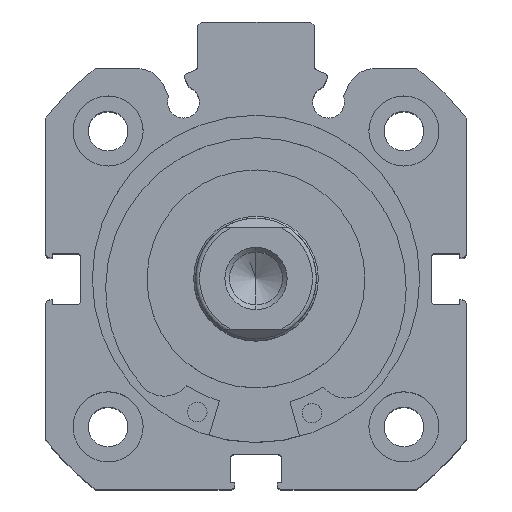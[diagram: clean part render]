
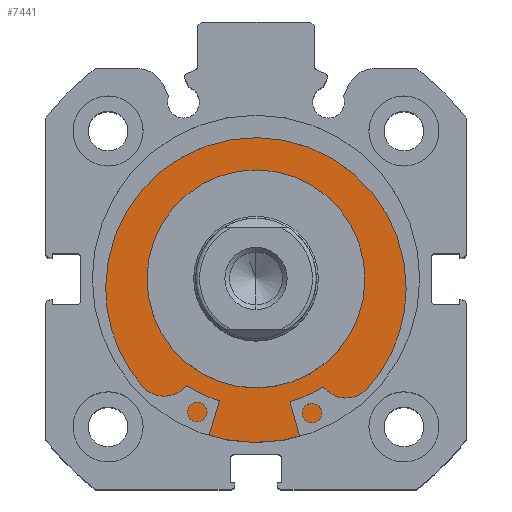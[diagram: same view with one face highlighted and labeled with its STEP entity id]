
A CAD part, top view. The second image highlights one B-rep face of the part: STEP entity #7441.
In plain terms, the highlighted face is planar.
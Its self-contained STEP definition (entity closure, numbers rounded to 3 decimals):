
#2130 = AXIS2_PLACEMENT_3D ( 'NONE', #2818, #2819, #2820 ) ;
#2131 = AXIS2_PLACEMENT_3D ( 'NONE', #2833, #2835, #2836 ) ;
#2138 = AXIS2_PLACEMENT_3D ( 'NONE', #2847, #2854, #2855 ) ;
#2139 = AXIS2_PLACEMENT_3D ( 'NONE', #2850, #2857, #2858 ) ;
#2272 = AXIS2_PLACEMENT_3D ( 'NONE', #3324, #3331, #3332 ) ;
#2818 = CARTESIAN_POINT ( 'NONE',  ( 3.5, 0., 0. ) ) ;
#2819 = DIRECTION ( 'NONE',  ( -1., 0., 0. ) ) ;
#2820 = DIRECTION ( 'NONE',  ( 0., 0., 1. ) ) ;
#2833 = CARTESIAN_POINT ( 'NONE',  ( 3.5, 0., 0. ) ) ;
#2835 = DIRECTION ( 'NONE',  ( -1., 0., 0. ) ) ;
#2836 = DIRECTION ( 'NONE',  ( 0., 0., 1. ) ) ;
#2847 = CARTESIAN_POINT ( 'NONE',  ( 3.5, 0., 0. ) ) ;
#2850 = CARTESIAN_POINT ( 'NONE',  ( 3.5, 0., 0. ) ) ;
#2854 = DIRECTION ( 'NONE',  ( -1., 0., 0. ) ) ;
#2855 = DIRECTION ( 'NONE',  ( 0., 0., 1. ) ) ;
#2857 = DIRECTION ( 'NONE',  ( -1., 0., 0. ) ) ;
#2858 = DIRECTION ( 'NONE',  ( 0., 0., 1. ) ) ;
#3324 = CARTESIAN_POINT ( 'NONE',  ( 3.5, 21., 0. ) ) ;
#3330 = PLANE ( 'NONE',  #2272 ) ;
#3331 = DIRECTION ( 'NONE',  ( 1., 0., 0. ) ) ;
#3332 = DIRECTION ( 'NONE',  ( 0., 0., -1. ) ) ;
#3739 = CIRCLE ( 'NONE', #2130, 21. ) ;
#3749 = CIRCLE ( 'NONE', #2131, 14. ) ;
#3757 = CIRCLE ( 'NONE', #2138, 14. ) ;
#3759 = CIRCLE ( 'NONE', #2139, 21. ) ;
#4028 = FACE_OUTER_BOUND ( 'NONE', #5593, .T. ) ;
#4030 = FACE_BOUND ( 'NONE', #5588, .T. ) ;
#4426 = CARTESIAN_POINT ( 'NONE',  ( 3.5, 0., 21. ) ) ;
#4429 = CARTESIAN_POINT ( 'NONE',  ( 3.5, 0., 14. ) ) ;
#4496 = VERTEX_POINT ( 'NONE', #4426 ) ;
#4542 = VERTEX_POINT ( 'NONE', #4429 ) ;
#4553 = VERTEX_POINT ( 'NONE', #5512 ) ;
#4558 = VERTEX_POINT ( 'NONE', #5478 ) ;
#5478 = CARTESIAN_POINT ( 'NONE',  ( 3.5, 0., -21. ) ) ;
#5512 = CARTESIAN_POINT ( 'NONE',  ( 3.5, 0., -14. ) ) ;
#5588 = EDGE_LOOP ( 'NONE', ( #7339, #7090 ) ) ;
#5593 = EDGE_LOOP ( 'NONE', ( #7345, #7116 ) ) ;
#6815 = EDGE_CURVE ( 'NONE', #4496, #4558, #3739, .T. ) ;
#6821 = EDGE_CURVE ( 'NONE', #4542, #4553, #3749, .T. ) ;
#6828 = EDGE_CURVE ( 'NONE', #4553, #4542, #3757, .T. ) ;
#6829 = EDGE_CURVE ( 'NONE', #4558, #4496, #3759, .T. ) ;
#7090 = ORIENTED_EDGE ( 'NONE', *, *, #6828, .F. ) ;
#7116 = ORIENTED_EDGE ( 'NONE', *, *, #6829, .T. ) ;
#7339 = ORIENTED_EDGE ( 'NONE', *, *, #6821, .F. ) ;
#7345 = ORIENTED_EDGE ( 'NONE', *, *, #6815, .T. ) ;
#7441 = ADVANCED_FACE ( 'NONE', ( #4030, #4028 ), #3330, .F. ) ;
